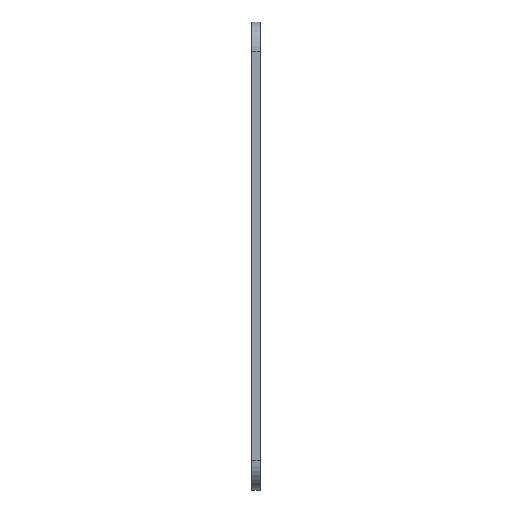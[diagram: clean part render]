
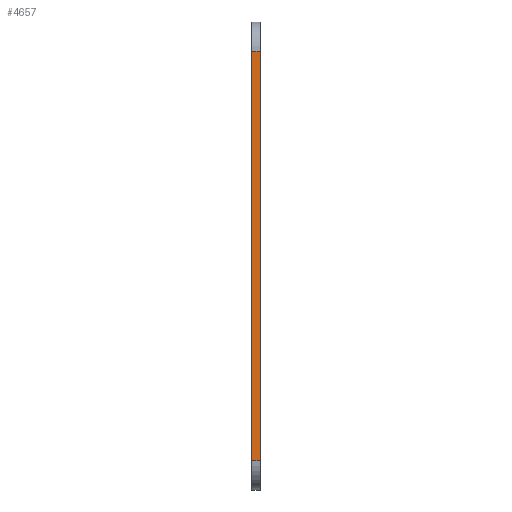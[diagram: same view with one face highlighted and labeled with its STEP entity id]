
A CAD part, left-side view. The second image highlights one B-rep face of the part: STEP entity #4657.
In plain terms, the highlighted planar face has unit normal (-1, 0, 0).
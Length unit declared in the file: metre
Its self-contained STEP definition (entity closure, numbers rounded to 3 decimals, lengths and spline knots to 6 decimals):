
#391=ORIENTED_EDGE('',*,*,#1823,.T.);
#392=ORIENTED_EDGE('',*,*,#1824,.T.);
#393=ORIENTED_EDGE('',*,*,#1825,.F.);
#394=ORIENTED_EDGE('',*,*,#1826,.T.);
#1823=EDGE_CURVE('',#2539,#2540,#3019,.T.);
#1824=EDGE_CURVE('',#2540,#2541,#3020,.F.);
#1825=EDGE_CURVE('',#2542,#2541,#3021,.T.);
#1826=EDGE_CURVE('',#2542,#2539,#3022,.T.);
#2539=VERTEX_POINT('',#6363);
#2540=VERTEX_POINT('',#6364);
#2541=VERTEX_POINT('',#6366);
#2542=VERTEX_POINT('',#6368);
#3019=LINE('',#6362,#3485);
#3020=LINE('',#6365,#3486);
#3021=LINE('',#6367,#3487);
#3022=LINE('',#6369,#3488);
#3485=VECTOR('',#5245,1.);
#3486=VECTOR('',#5246,1.);
#3487=VECTOR('',#5247,1.);
#3488=VECTOR('',#5248,1.);
#3948=EDGE_LOOP('',(#391,#392,#393,#394));
#4244=FACE_BOUND('',#3948,.T.);
#4540=PLANE('',#4912);
#4657=ADVANCED_FACE('',(#4244),#4540,.F.);
#4912=AXIS2_PLACEMENT_3D('',#6361,#5243,#5244);
#5243=DIRECTION('',(1.,0.,0.));
#5244=DIRECTION('',(0.,0.,-1.));
#5245=DIRECTION('',(0.,0.,-1.));
#5246=DIRECTION('',(0.,1.,0.));
#5247=DIRECTION('',(0.,0.,-1.));
#5248=DIRECTION('',(0.,1.,0.));
#6361=CARTESIAN_POINT('',(-0.047475,-0.0015,0.0017));
#6362=CARTESIAN_POINT('',(-0.047475,0.,0.0017));
#6363=CARTESIAN_POINT('',(-0.047475,0.,0.03695));
#6364=CARTESIAN_POINT('',(-0.047475,0.,-0.03355));
#6365=CARTESIAN_POINT('',(-0.047475,-0.0015,-0.03355));
#6366=CARTESIAN_POINT('',(-0.047475,-0.0015,-0.03355));
#6367=CARTESIAN_POINT('',(-0.047475,-0.0015,0.0017));
#6368=CARTESIAN_POINT('',(-0.047475,-0.0015,0.03695));
#6369=CARTESIAN_POINT('',(-0.047475,0.,0.03695));
